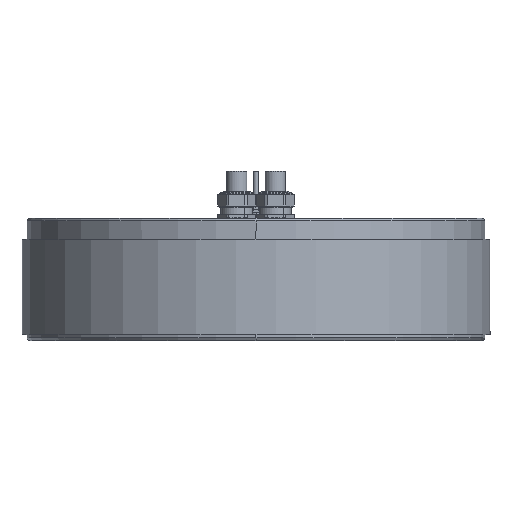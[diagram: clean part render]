
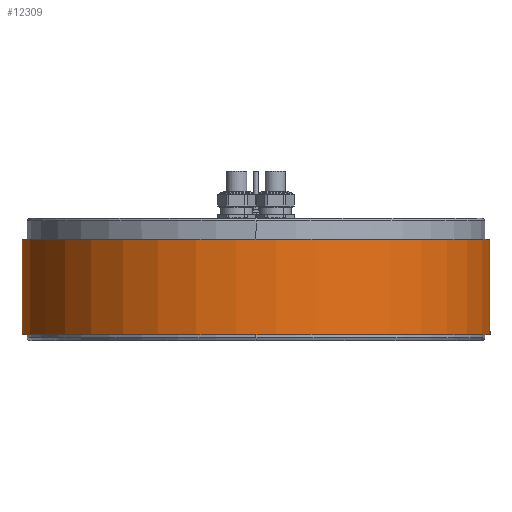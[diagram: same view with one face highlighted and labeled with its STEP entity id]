
A CAD part, front view. The second image highlights one B-rep face of the part: STEP entity #12309.
In plain terms, the highlighted cylindrical face has radius 248.5 mm (diameter 497 mm), a partial arc.
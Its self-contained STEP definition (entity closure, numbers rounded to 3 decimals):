
#3307=CARTESIAN_POINT('',(0.,0.,-22.6));
#3308=DIRECTION('',(0.,0.,1.));
#3309=DIRECTION('',(-0.119,0.993,0.));
#3310=AXIS2_PLACEMENT_3D('',#3307,#3308,#3309);
#3312=DIRECTION('',(0.,0.,1.));
#3313=VECTOR('',#3312,100.8);
#3314=CARTESIAN_POINT('',(29.5,246.743,-123.4));
#3315=LINE('',#3314,#3313);
#3316=CARTESIAN_POINT('',(0.,0.,-123.4));
#3317=DIRECTION('',(0.,0.,-1.));
#3318=DIRECTION('',(0.119,0.993,0.));
#3319=AXIS2_PLACEMENT_3D('',#3316,#3317,#3318);
#3321=DIRECTION('',(0.,0.,1.));
#3322=VECTOR('',#3321,100.8);
#3323=CARTESIAN_POINT('',(-29.5,246.743,-123.4));
#3324=LINE('',#3323,#3322);
#5588=CARTESIAN_POINT('',(-29.5,246.743,-123.4));
#5589=CARTESIAN_POINT('',(29.5,246.743,-123.4));
#5590=VERTEX_POINT('',#5588);
#5591=VERTEX_POINT('',#5589);
#5592=CARTESIAN_POINT('',(-29.5,246.743,-22.6));
#5593=CARTESIAN_POINT('',(29.5,246.743,-22.6));
#5594=VERTEX_POINT('',#5592);
#5595=VERTEX_POINT('',#5593);
#12298=CARTESIAN_POINT('',(0.,0.,-17.56));
#12299=DIRECTION('',(0.,0.,-1.));
#12300=DIRECTION('',(1.,0.,0.));
#12301=AXIS2_PLACEMENT_3D('',#12298,#12299,#12300);
#12302=CYLINDRICAL_SURFACE('',#12301,248.5);
#12303=ORIENTED_EDGE('',*,*,#12247,.T.);
#12304=ORIENTED_EDGE('',*,*,#12263,.F.);
#12305=ORIENTED_EDGE('',*,*,#12287,.T.);
#12306=ORIENTED_EDGE('',*,*,#12266,.T.);
#12307=EDGE_LOOP('',(#12303,#12304,#12305,#12306));
#12308=FACE_OUTER_BOUND('',#12307,.F.);
#12309=ADVANCED_FACE('',(#12308),#12302,.T.);
#3311=CIRCLE('',#3310,248.5);
#3320=CIRCLE('',#3319,248.5);
#12247=EDGE_CURVE('',#5594,#5595,#3311,.T.);
#12263=EDGE_CURVE('',#5591,#5595,#3315,.T.);
#12266=EDGE_CURVE('',#5590,#5594,#3324,.T.);
#12287=EDGE_CURVE('',#5591,#5590,#3320,.T.);
